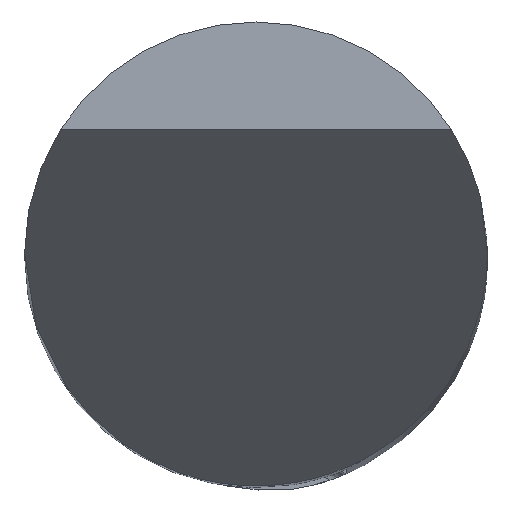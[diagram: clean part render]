
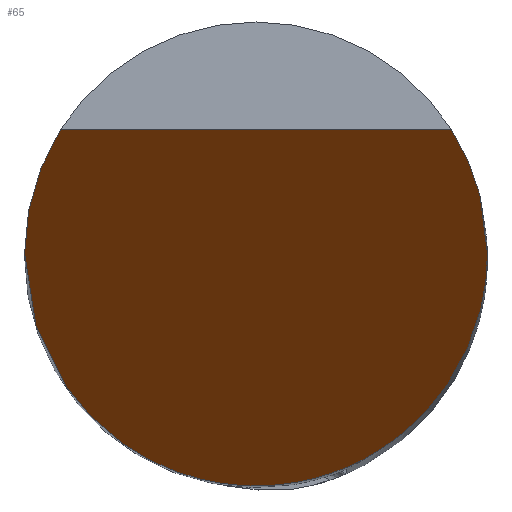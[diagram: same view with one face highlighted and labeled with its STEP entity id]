
A CAD part, top view. The second image highlights one B-rep face of the part: STEP entity #65.
In plain terms, the highlighted planar face has unit normal (0, -0.866, 0.5).
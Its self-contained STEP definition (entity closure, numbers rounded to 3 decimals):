
#50=(
BOUNDED_CURVE()
B_SPLINE_CURVE(3,(#664,#665,#666,#667),.UNSPECIFIED.,.F.,.F.)
B_SPLINE_CURVE_WITH_KNOTS((4,4),(0.,1.),.UNSPECIFIED.)
CURVE()
GEOMETRIC_REPRESENTATION_ITEM()
RATIONAL_B_SPLINE_CURVE((1.,0.333,0.333,1.))
REPRESENTATION_ITEM('')
);
#51=(
BOUNDED_CURVE()
B_SPLINE_CURVE(3,(#670,#671,#672,#673),.UNSPECIFIED.,.F.,.F.)
B_SPLINE_CURVE_WITH_KNOTS((4,4),(0.,1.),.UNSPECIFIED.)
CURVE()
GEOMETRIC_REPRESENTATION_ITEM()
RATIONAL_B_SPLINE_CURVE((1.,0.973,0.973,1.))
REPRESENTATION_ITEM('')
);
#52=(
BOUNDED_CURVE()
B_SPLINE_CURVE(3,(#674,#675,#676,#677),.UNSPECIFIED.,.F.,.F.)
B_SPLINE_CURVE_WITH_KNOTS((4,4),(0.,1.),.UNSPECIFIED.)
CURVE()
GEOMETRIC_REPRESENTATION_ITEM()
RATIONAL_B_SPLINE_CURVE((1.,0.973,0.973,1.))
REPRESENTATION_ITEM('')
);
#65=ADVANCED_FACE('',(#107),#90,.T.);
#90=PLANE('',#510);
#107=FACE_OUTER_BOUND('',#132,.T.);
#132=EDGE_LOOP('',(#164,#165,#166,#167));
#164=ORIENTED_EDGE('',*,*,#329,.T.);
#165=ORIENTED_EDGE('',*,*,#330,.T.);
#166=ORIENTED_EDGE('',*,*,#327,.T.);
#167=ORIENTED_EDGE('',*,*,#331,.T.);
#286=VERTEX_POINT('',#660);
#287=VERTEX_POINT('',#661);
#288=VERTEX_POINT('',#668);
#289=VERTEX_POINT('',#669);
#327=EDGE_CURVE('',#286,#287,#389,.T.);
#329=EDGE_CURVE('',#288,#289,#50,.T.);
#330=EDGE_CURVE('',#289,#286,#51,.T.);
#331=EDGE_CURVE('',#287,#288,#52,.T.);
#389=LINE('',#659,#424);
#424=VECTOR('',#544,1.);
#510=AXIS2_PLACEMENT_3D('',#678,#549,#550);
#544=DIRECTION('',(-1.,0.,0.));
#549=DIRECTION('',(0.,-0.866,0.5));
#550=DIRECTION('',(0.,0.5,0.866));
#659=CARTESIAN_POINT('',(-96.46,1.876,3.25));
#660=CARTESIAN_POINT('',(2.955,1.876,3.25));
#661=CARTESIAN_POINT('',(-2.955,1.876,3.25));
#664=CARTESIAN_POINT('',(-3.5,0.,0.));
#665=CARTESIAN_POINT('',(-3.5,-7.,-12.124));
#666=CARTESIAN_POINT('',(3.5,-7.,-12.124));
#667=CARTESIAN_POINT('',(3.5,0.,0.));
#668=CARTESIAN_POINT('',(-3.5,0.,0.));
#669=CARTESIAN_POINT('',(3.5,0.,0.));
#670=CARTESIAN_POINT('',(3.5,0.,0.));
#671=CARTESIAN_POINT('',(3.5,0.669,1.159));
#672=CARTESIAN_POINT('',(3.313,1.312,2.272));
#673=CARTESIAN_POINT('',(2.955,1.876,3.25));
#674=CARTESIAN_POINT('',(-2.955,1.876,3.25));
#675=CARTESIAN_POINT('',(-3.313,1.312,2.272));
#676=CARTESIAN_POINT('',(-3.5,0.669,1.159));
#677=CARTESIAN_POINT('',(-3.5,0.,0.));
#678=CARTESIAN_POINT('',(-96.46,4.054,7.021));
